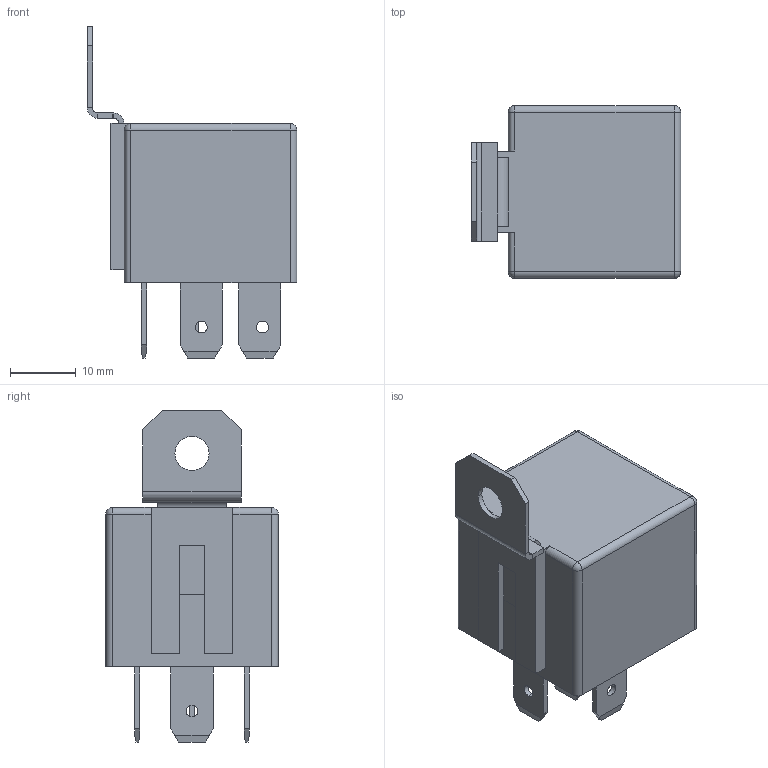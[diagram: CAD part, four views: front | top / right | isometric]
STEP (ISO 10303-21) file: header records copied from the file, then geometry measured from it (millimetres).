
FILE_DESCRIPTION (( 'STEP AP203' ), '1' );
FILE_NAME ('Relay switch.STEP', '2016-07-12T05:04:28', ( '' ), ( '' ), 'SwSTEP 2.0', 'SolidWorks 2016', '' );
FILE_SCHEMA (( 'CONFIG_CONTROL_DESIGN' ));
Length unit declared in the file: millimetre
Products named in the file (3): Relay switch; Relay; Relay holder
Assembly tree (2 placements, depth 2):
  Relay switch
    Relay
    Relay holder
Bounding box: 31.8 x 26.2 x 50.4 mm (x, y, z)
Volume: 17432.3 mm3; surface area: 5977.6 mm2
Topology: 2 solids, 2 shells, 115 faces, 301 edges, 190 vertices
Faces by surface type: plane 84, cylinder 27, sphere 4
Entity records: 3786 total; most frequent: CARTESIAN_POINT 607, ORIENTED_EDGE 594, DIRECTION 591, EDGE_CURVE 297, VECTOR 243, LINE 243, VERTEX_POINT 190, AXIS2_PLACEMENT_3D 174
